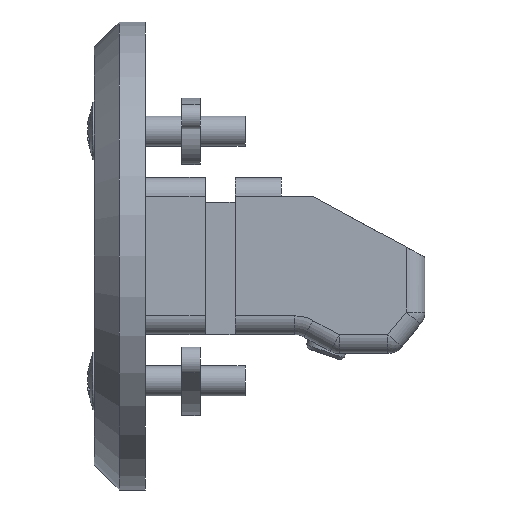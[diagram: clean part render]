
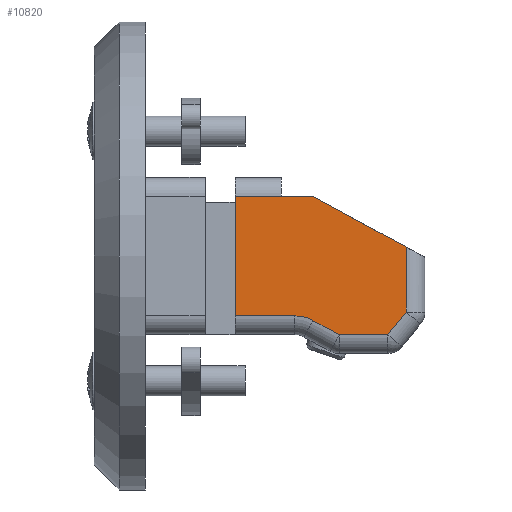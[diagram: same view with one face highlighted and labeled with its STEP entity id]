
A CAD part, left-side view. The second image highlights one B-rep face of the part: STEP entity #10820.
In plain terms, the highlighted planar face has unit normal (-1, 0, 0).
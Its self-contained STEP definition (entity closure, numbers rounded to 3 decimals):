
#469 = EDGE_CURVE ( 'NONE', #7747, #4523, #3493, .T. ) ;
#561 = EDGE_CURVE ( 'NONE', #14370, #9815, #1486, .T. ) ;
#756 = CARTESIAN_POINT ( 'NONE',  ( -12.5, -25., -4.491 ) ) ;
#1029 = CARTESIAN_POINT ( 'NONE',  ( -12.5, -17.243, -14.027 ) ) ;
#1229 = CARTESIAN_POINT ( 'NONE',  ( -12.5, 0., -6.32 ) ) ;
#1486 = LINE ( 'NONE', #1029, #9339 ) ;
#1497 = LINE ( 'NONE', #3828, #3126 ) ;
#1857 = FACE_OUTER_BOUND ( 'NONE', #3883, .T. ) ;
#1926 = LINE ( 'NONE', #3265, #9419 ) ;
#2097 = EDGE_CURVE ( 'NONE', #4523, #6608, #10328, .T. ) ;
#2548 = ORIENTED_EDGE ( 'NONE', *, *, #10821, .F. ) ;
#2813 = DIRECTION ( 'NONE',  ( 0., 0., -1. ) ) ;
#2879 = DIRECTION ( 'NONE',  ( 0., 1., 0. ) ) ;
#2941 = ORIENTED_EDGE ( 'NONE', *, *, #3406, .T. ) ;
#3126 = VECTOR ( 'NONE', #3782, 1000. ) ;
#3208 = DIRECTION ( 'NONE',  ( 0., -0.878, -0.478 ) ) ;
#3265 = CARTESIAN_POINT ( 'NONE',  ( -12.5, 0., -4.8 ) ) ;
#3273 = LINE ( 'NONE', #10518, #6132 ) ;
#3406 = EDGE_CURVE ( 'NONE', #3645, #14370, #6988, .T. ) ;
#3410 = DIRECTION ( 'NONE',  ( 0., 0., -1. ) ) ;
#3493 = LINE ( 'NONE', #7671, #8816 ) ;
#3645 = VERTEX_POINT ( 'NONE', #13509 ) ;
#3740 = ORIENTED_EDGE ( 'NONE', *, *, #11109, .T. ) ;
#3782 = DIRECTION ( 'NONE',  ( 0., 0., 1. ) ) ;
#3816 = DIRECTION ( 'NONE',  ( -1., 0., 0. ) ) ;
#3828 = CARTESIAN_POINT ( 'NONE',  ( -12.5, -25., 0. ) ) ;
#3874 = CARTESIAN_POINT ( 'NONE',  ( -12.5, -23.512, -6.32 ) ) ;
#3883 = EDGE_LOOP ( 'NONE', ( #12378, #8499, #9506, #3740, #2941, #13750, #11155, #2548, #9750, #5890 ) ) ;
#4077 = VERTEX_POINT ( 'NONE', #13022 ) ;
#4245 = CIRCLE ( 'NONE', #10122, 3. ) ;
#4402 = EDGE_CURVE ( 'NONE', #9815, #4077, #1497, .T. ) ;
#4495 = CARTESIAN_POINT ( 'NONE',  ( -12.5, -17.5, 4.8 ) ) ;
#4523 = VERTEX_POINT ( 'NONE', #13226 ) ;
#5006 = CARTESIAN_POINT ( 'NONE',  ( -12.5, -16.088, -7.8 ) ) ;
#5451 = EDGE_CURVE ( 'NONE', #6608, #12214, #1926, .T. ) ;
#5551 = DIRECTION ( 'NONE',  ( 0., -1., 0. ) ) ;
#5762 = CARTESIAN_POINT ( 'NONE',  ( -12.5, -15., 4.8 ) ) ;
#5890 = ORIENTED_EDGE ( 'NONE', *, *, #469, .T. ) ;
#5989 = LINE ( 'NONE', #4495, #14579 ) ;
#6132 = VECTOR ( 'NONE', #13820, 1000. ) ;
#6608 = VERTEX_POINT ( 'NONE', #11869 ) ;
#6988 = LINE ( 'NONE', #1229, #13800 ) ;
#6994 = VERTEX_POINT ( 'NONE', #13459 ) ;
#7231 = LINE ( 'NONE', #10824, #13684 ) ;
#7505 = VERTEX_POINT ( 'NONE', #10300 ) ;
#7636 = PLANE ( 'NONE',  #8391 ) ;
#7671 = CARTESIAN_POINT ( 'NONE',  ( -12.5, 0., 4.8 ) ) ;
#7747 = VERTEX_POINT ( 'NONE', #5762 ) ;
#8058 = DIRECTION ( 'NONE',  ( 0., -0.631, 0.776 ) ) ;
#8391 = AXIS2_PLACEMENT_3D ( 'NONE', #10971, #13255, #9901 ) ;
#8499 = ORIENTED_EDGE ( 'NONE', *, *, #5451, .T. ) ;
#8816 = VECTOR ( 'NONE', #2879, 1000. ) ;
#9143 = DIRECTION ( 'NONE',  ( 0., -1., 0. ) ) ;
#9339 = VECTOR ( 'NONE', #8058, 1000. ) ;
#9419 = VECTOR ( 'NONE', #5551, 1000. ) ;
#9468 = CARTESIAN_POINT ( 'NONE',  ( -12.5, -16.088, -4.8 ) ) ;
#9506 = ORIENTED_EDGE ( 'NONE', *, *, #14289, .F. ) ;
#9725 = DIRECTION ( 'NONE',  ( 0., -1., 0. ) ) ;
#9750 = ORIENTED_EDGE ( 'NONE', *, *, #10665, .F. ) ;
#9815 = VERTEX_POINT ( 'NONE', #756 ) ;
#9901 = DIRECTION ( 'NONE',  ( 0., 0., -1. ) ) ;
#9989 = CARTESIAN_POINT ( 'NONE',  ( -12.5, -11.3, 0. ) ) ;
#10122 = AXIS2_PLACEMENT_3D ( 'NONE', #5006, #3816, #2813 ) ;
#10300 = CARTESIAN_POINT ( 'NONE',  ( -12.5, -17.5, 4.8 ) ) ;
#10328 = LINE ( 'NONE', #9989, #11347 ) ;
#10518 = CARTESIAN_POINT ( 'NONE',  ( -12.5, -1.839, 3.377 ) ) ;
#10665 = EDGE_CURVE ( 'NONE', #7747, #7505, #7231, .T. ) ;
#10820 = ADVANCED_FACE ( 'NONE', ( #1857 ), #7636, .F. ) ;
#10821 = EDGE_CURVE ( 'NONE', #7505, #4077, #5989, .T. ) ;
#10824 = CARTESIAN_POINT ( 'NONE',  ( -12.5, -15., 4.8 ) ) ;
#10971 = CARTESIAN_POINT ( 'NONE',  ( -12.5, 0., 0. ) ) ;
#11109 = EDGE_CURVE ( 'NONE', #6994, #3645, #3273, .T. ) ;
#11155 = ORIENTED_EDGE ( 'NONE', *, *, #4402, .T. ) ;
#11347 = VECTOR ( 'NONE', #3410, 1000. ) ;
#11869 = CARTESIAN_POINT ( 'NONE',  ( -12.5, -11.3, -4.8 ) ) ;
#12214 = VERTEX_POINT ( 'NONE', #9468 ) ;
#12378 = ORIENTED_EDGE ( 'NONE', *, *, #2097, .T. ) ;
#13022 = CARTESIAN_POINT ( 'NONE',  ( -12.5, -25., 0.715 ) ) ;
#13226 = CARTESIAN_POINT ( 'NONE',  ( -12.5, -11.3, 4.8 ) ) ;
#13255 = DIRECTION ( 'NONE',  ( 1., 0., 0. ) ) ;
#13459 = CARTESIAN_POINT ( 'NONE',  ( -12.5, -17.523, -5.165 ) ) ;
#13509 = CARTESIAN_POINT ( 'NONE',  ( -12.5, -19.643, -6.32 ) ) ;
#13684 = VECTOR ( 'NONE', #9725, 1000. ) ;
#13750 = ORIENTED_EDGE ( 'NONE', *, *, #561, .T. ) ;
#13800 = VECTOR ( 'NONE', #9143, 1000. ) ;
#13820 = DIRECTION ( 'NONE',  ( 0., -0.878, -0.478 ) ) ;
#14289 = EDGE_CURVE ( 'NONE', #6994, #12214, #4245, .T. ) ;
#14370 = VERTEX_POINT ( 'NONE', #3874 ) ;
#14579 = VECTOR ( 'NONE', #3208, 1000. ) ;
